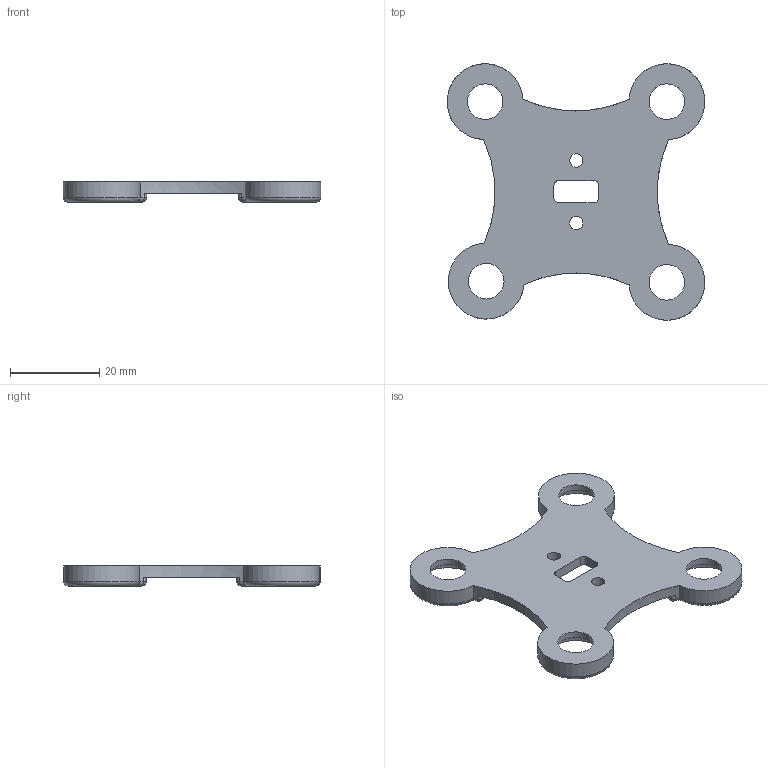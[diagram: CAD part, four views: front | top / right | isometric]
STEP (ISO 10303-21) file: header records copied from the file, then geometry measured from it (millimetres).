
FILE_DESCRIPTION(/* description */ (''),/* implementation_level */ '2;1');
FILE_NAME(/* name */ 'G2D Gembal Plate.stp',/* time_stamp */ '2016-12-14T19:45:56-08:00',/* author */ (''),/* organization */ (''),/* preprocessor_version */ 'ST-DEVELOPER v15.2',/* originating_system */ 'Autodesk Translator Framework v2.0.0.5431',/* authorisation */ '');
FILE_SCHEMA (('AUTOMOTIVE_DESIGN { 1 0 10303 214 3 1 1 }'));
Length unit declared in the file: centimetre
Products named in the file (1): (Unsaved)
Bounding box: 57.75 x 57.49 x 4.5 mm (x, y, z)
Volume: 5127.1 mm3; surface area: 5672.6 mm2
Topology: 1 solids, 1 shells, 83 faces, 198 edges, 120 vertices
Faces by surface type: cylinder 38, plane 21, torus 16, sphere 8
Full cylindrical faces by diameter (mm): 3 x2, 8 x4, 14 x4
Entity records: 2491 total; most frequent: CARTESIAN_POINT 492, DIRECTION 462, ORIENTED_EDGE 376, AXIS2_PLACEMENT_3D 200, EDGE_CURVE 186, VERTEX_POINT 118, CIRCLE 116, EDGE_LOOP 110
